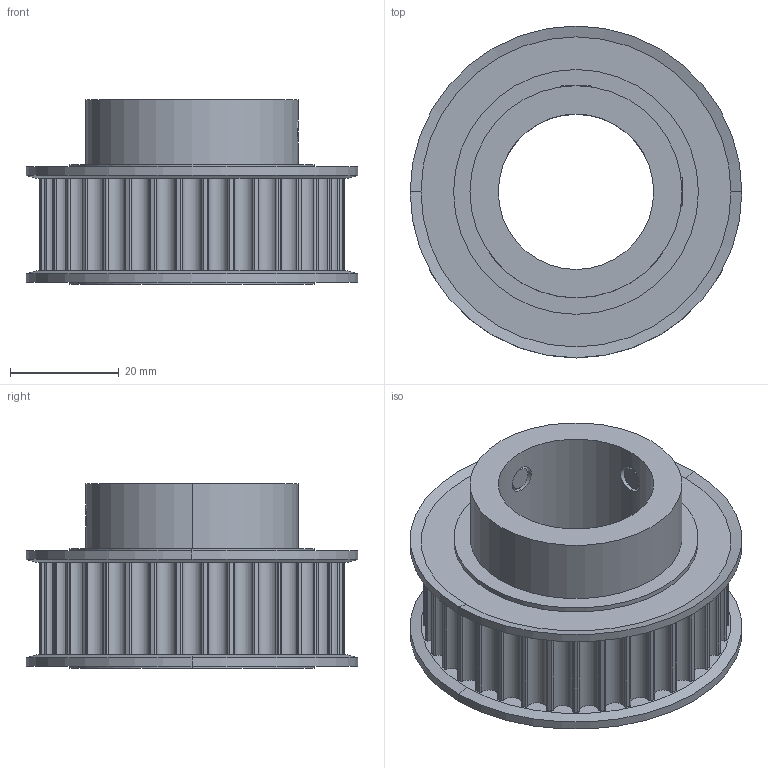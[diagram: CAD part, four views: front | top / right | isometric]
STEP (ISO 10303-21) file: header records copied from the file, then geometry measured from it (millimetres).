
FILE_DESCRIPTION (( 'STEP AP203' ), '1' );
FILE_NAME ('A36-5M15-SS-1125.step', '2023-08-24T19:15:42', ( '' ), ( '' ), 'SwSTEP 2.0', 'SolidWorks 2021', '' );
FILE_SCHEMA (( 'CONFIG_CONTROL_DESIGN' ));
Length unit declared in the file: millimetre
Products named in the file (1): A36-5M15-SS-1125
Bounding box: 61 x 61 x 34 mm (x, y, z)
Volume: 43252.1 mm3; surface area: 19580.9 mm2
Topology: 5 solids, 5 shells, 262 faces, 709 edges, 456 vertices
Faces by surface type: cylinder 203, cone 34, plane 25
Entity records: 8824 total; most frequent: CARTESIAN_POINT 1834, DIRECTION 1621, ORIENTED_EDGE 1410, EDGE_CURVE 705, AXIS2_PLACEMENT_3D 691, VERTEX_POINT 456, CIRCLE 428, EDGE_LOOP 275
